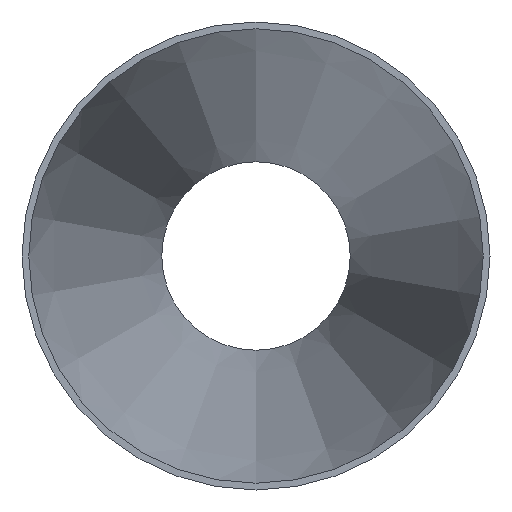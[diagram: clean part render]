
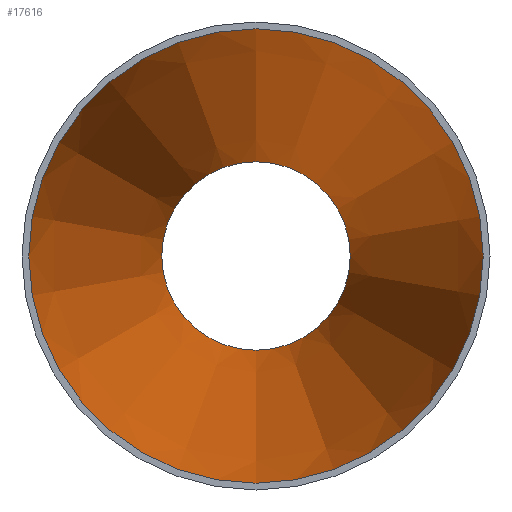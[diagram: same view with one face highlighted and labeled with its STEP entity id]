
A CAD part, front view. The second image highlights one B-rep face of the part: STEP entity #17616.
In plain terms, the highlighted conical face has half-angle 9.47 degrees and reference radius 67.822 mm.
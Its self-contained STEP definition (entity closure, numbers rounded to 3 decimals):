
#809 = AXIS2_PLACEMENT_3D ( 'NONE', #3105, #9103, #17053 ) ;
#3105 = CARTESIAN_POINT ( 'NONE',  ( 0., 0., 0. ) ) ;
#4250 = CIRCLE ( 'NONE', #6310, 67.822 ) ;
#4613 = CARTESIAN_POINT ( 'NONE',  ( 0., 0., -67.822 ) ) ;
#4725 = CARTESIAN_POINT ( 'NONE',  ( 0., 0., 0. ) ) ;
#5370 = CONICAL_SURFACE ( 'NONE', #809, 67.822, 0.165 ) ;
#6310 = AXIS2_PLACEMENT_3D ( 'NONE', #4725, #20881, #18418 ) ;
#6731 = DIRECTION ( 'NONE',  ( 0., 0., -1. ) ) ;
#9103 = DIRECTION ( 'NONE',  ( 0., -1., 0. ) ) ;
#10636 = CARTESIAN_POINT ( 'NONE',  ( 0., 238., 0. ) ) ;
#10996 = CARTESIAN_POINT ( 'NONE',  ( 0., 238., -28.122 ) ) ;
#13727 = AXIS2_PLACEMENT_3D ( 'NONE', #10636, #16633, #6731 ) ;
#16633 = DIRECTION ( 'NONE',  ( 0., -1., 0. ) ) ;
#17053 = DIRECTION ( 'NONE',  ( 0., 0., -1. ) ) ;
#17178 = FACE_OUTER_BOUND ( 'NONE', #21796, .T. ) ;
#17441 = ORIENTED_EDGE ( 'NONE', *, *, #19190, .T. ) ;
#17616 = ADVANCED_FACE ( 'NONE', ( #20954, #17178 ), #5370, .F. ) ;
#18321 = CIRCLE ( 'NONE', #13727, 28.122 ) ;
#18418 = DIRECTION ( 'NONE',  ( 0., 0., -1. ) ) ;
#19190 = EDGE_CURVE ( 'NONE', #24676, #24676, #4250, .T. ) ;
#20631 = VERTEX_POINT ( 'NONE', #10996 ) ;
#20881 = DIRECTION ( 'NONE',  ( 0., -1., 0. ) ) ;
#20954 = FACE_BOUND ( 'NONE', #25526, .T. ) ;
#21722 = EDGE_CURVE ( 'NONE', #20631, #20631, #18321, .T. ) ;
#21796 = EDGE_LOOP ( 'NONE', ( #17441 ) ) ;
#23072 = ORIENTED_EDGE ( 'NONE', *, *, #21722, .F. ) ;
#24676 = VERTEX_POINT ( 'NONE', #4613 ) ;
#25526 = EDGE_LOOP ( 'NONE', ( #23072 ) ) ;
